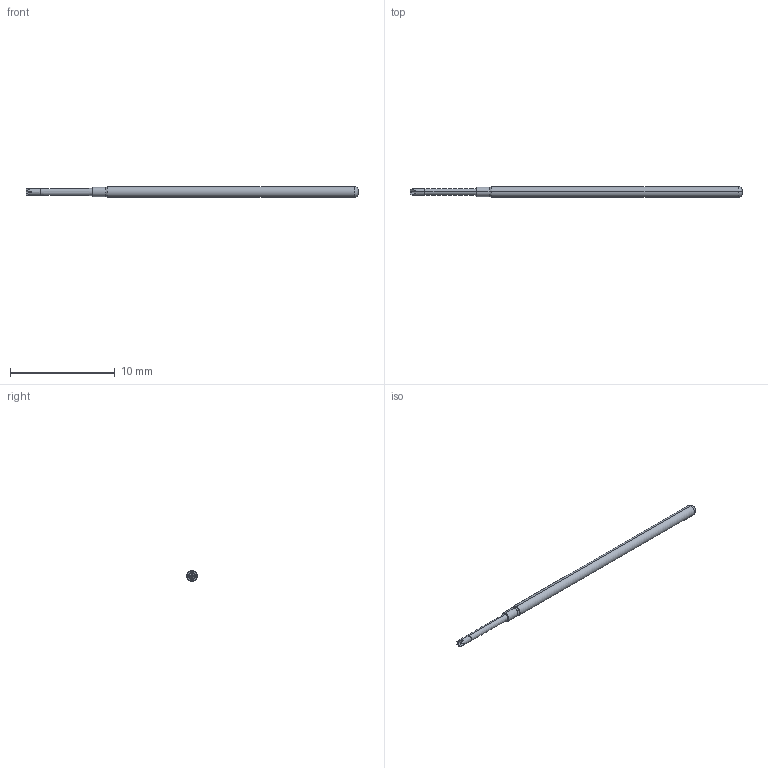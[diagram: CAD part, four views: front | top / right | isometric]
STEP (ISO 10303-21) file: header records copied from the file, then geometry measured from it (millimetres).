
FILE_DESCRIPTION (( 'STEP AP214' ), '1' );
FILE_NAME ('075-PR_2546_.STEP', '2013-06-12T12:41:38', ( 'spare' ), ( '' ), 'SwSTEP 2.0', 'SolidWorks 2012', '' );
FILE_SCHEMA (( 'AUTOMOTIVE_DESIGN' ));
Length unit declared in the file: inch
Products named in the file (1): 075-PR_2546_
Bounding box: 31.75 x 1.02 x 1.02 mm (x, y, z)
Volume: 22.6 mm3; surface area: 95.2 mm2
Topology: 1 solids, 1 shells, 37 faces, 90 edges, 56 vertices
Faces by surface type: cone 16, cylinder 12, torus 6, plane 3
Entity records: 1162 total; most frequent: CARTESIAN_POINT 274, DIRECTION 180, ORIENTED_EDGE 180, EDGE_CURVE 90, AXIS2_PLACEMENT_3D 82, VERTEX_POINT 56, CIRCLE 44, EDGE_LOOP 38
